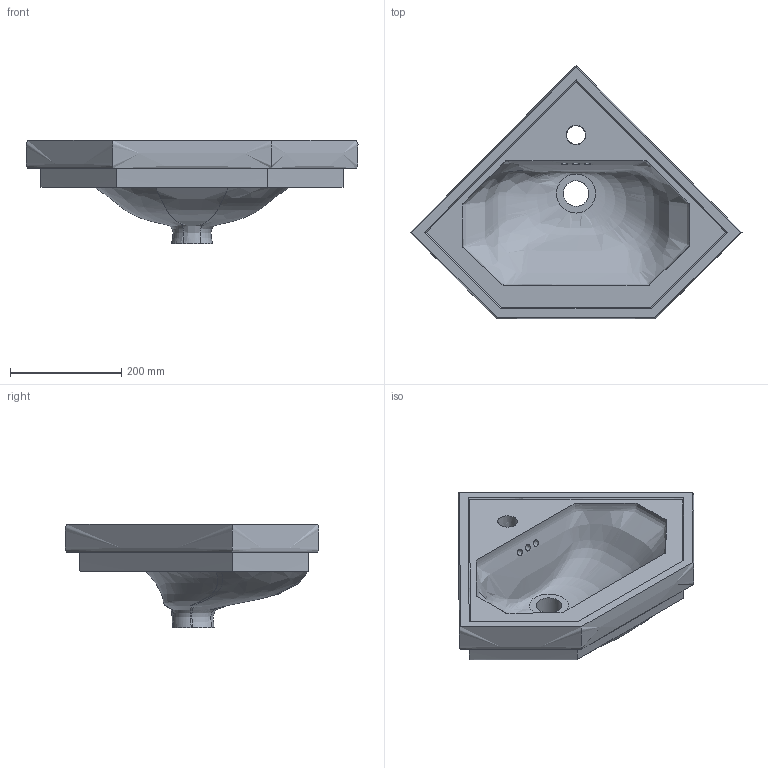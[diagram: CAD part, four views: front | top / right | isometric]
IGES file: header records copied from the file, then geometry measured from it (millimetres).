
Global section: file name: LPCY4  B10_4; native system: AutoCAD 2016 - English; preprocessor: Autodesk Translation Framework DWG producer (atf_dwg_producer); organization: unknown; date: 20161014.085517; units: millimetre
Bounding box: 596.13 x 455.96 x 185 mm (x, y, z)
Volume: 8888782.2 mm3; surface area: 543089.7 mm2
Topology: 1 solids, 1 shells, 37 faces, 112 edges, 80 vertices
Faces by surface type: bspline 37
